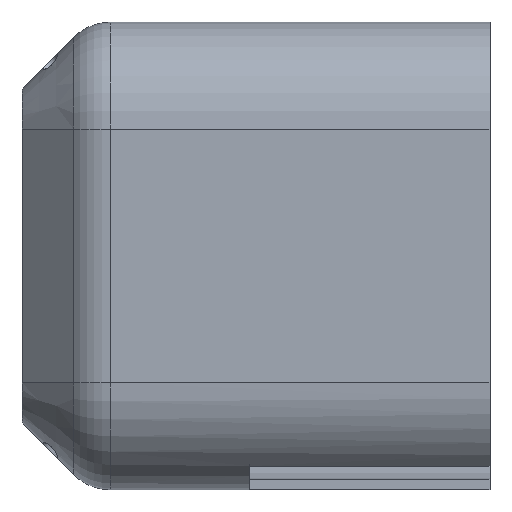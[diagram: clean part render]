
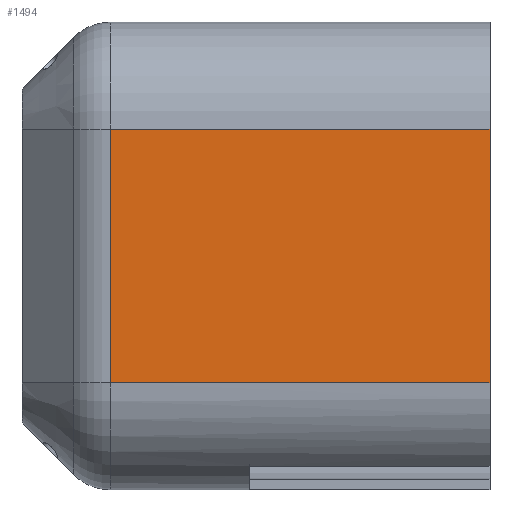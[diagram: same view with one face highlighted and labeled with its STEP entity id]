
A CAD part, left-side view. The second image highlights one B-rep face of the part: STEP entity #1494.
In plain terms, the highlighted planar face has unit normal (-1, 0, 0).
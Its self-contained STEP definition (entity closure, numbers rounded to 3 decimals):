
#145 = LINE ( 'NONE', #2425, #795 ) ;
#175 = DIRECTION ( 'NONE',  ( 0., 0., -1. ) ) ;
#386 = CARTESIAN_POINT ( 'NONE',  ( -17.488, 35., -9.488 ) ) ;
#504 = CARTESIAN_POINT ( 'NONE',  ( -17.488, 0., 9.488 ) ) ;
#580 = AXIS2_PLACEMENT_3D ( 'NONE', #1324, #1552, #175 ) ;
#663 = VERTEX_POINT ( 'NONE', #792 ) ;
#690 = VECTOR ( 'NONE', #718, 1000. ) ;
#718 = DIRECTION ( 'NONE',  ( 0., 0., 1. ) ) ;
#792 = CARTESIAN_POINT ( 'NONE',  ( -17.488, 28.392, -9.488 ) ) ;
#795 = VECTOR ( 'NONE', #2628, 1000. ) ;
#859 = VECTOR ( 'NONE', #1974, 1000. ) ;
#921 = VERTEX_POINT ( 'NONE', #1933 ) ;
#943 = DIRECTION ( 'NONE',  ( 0., -1., 0. ) ) ;
#1153 = ORIENTED_EDGE ( 'NONE', *, *, #2518, .F. ) ;
#1221 = ORIENTED_EDGE ( 'NONE', *, *, #2588, .T. ) ;
#1267 = LINE ( 'NONE', #2474, #690 ) ;
#1324 = CARTESIAN_POINT ( 'NONE',  ( -17.488, 35., -9.488 ) ) ;
#1402 = ORIENTED_EDGE ( 'NONE', *, *, #2156, .T. ) ;
#1449 = LINE ( 'NONE', #386, #859 ) ;
#1494 = ADVANCED_FACE ( 'NONE', ( #2579 ), #2647, .F. ) ;
#1552 = DIRECTION ( 'NONE',  ( 1., 0., 0. ) ) ;
#1610 = CARTESIAN_POINT ( 'NONE',  ( -17.488, 35., 9.488 ) ) ;
#1814 = VERTEX_POINT ( 'NONE', #504 ) ;
#1860 = EDGE_LOOP ( 'NONE', ( #1153, #1920, #1221, #1402 ) ) ;
#1872 = VERTEX_POINT ( 'NONE', #2310 ) ;
#1876 = LINE ( 'NONE', #1610, #2891 ) ;
#1920 = ORIENTED_EDGE ( 'NONE', *, *, #2616, .T. ) ;
#1933 = CARTESIAN_POINT ( 'NONE',  ( -17.488, 28.392, 9.488 ) ) ;
#1974 = DIRECTION ( 'NONE',  ( 0., -1., 0. ) ) ;
#2156 = EDGE_CURVE ( 'NONE', #1872, #1814, #1267, .T. ) ;
#2310 = CARTESIAN_POINT ( 'NONE',  ( -17.488, 0., -9.488 ) ) ;
#2425 = CARTESIAN_POINT ( 'NONE',  ( -17.488, 28.392, -9.488 ) ) ;
#2474 = CARTESIAN_POINT ( 'NONE',  ( -17.488, 0., -9.488 ) ) ;
#2518 = EDGE_CURVE ( 'NONE', #921, #1814, #1876, .T. ) ;
#2579 = FACE_OUTER_BOUND ( 'NONE', #1860, .T. ) ;
#2588 = EDGE_CURVE ( 'NONE', #663, #1872, #1449, .T. ) ;
#2616 = EDGE_CURVE ( 'NONE', #921, #663, #145, .T. ) ;
#2628 = DIRECTION ( 'NONE',  ( 0., 0., -1. ) ) ;
#2647 = PLANE ( 'NONE',  #580 ) ;
#2891 = VECTOR ( 'NONE', #943, 1000. ) ;
